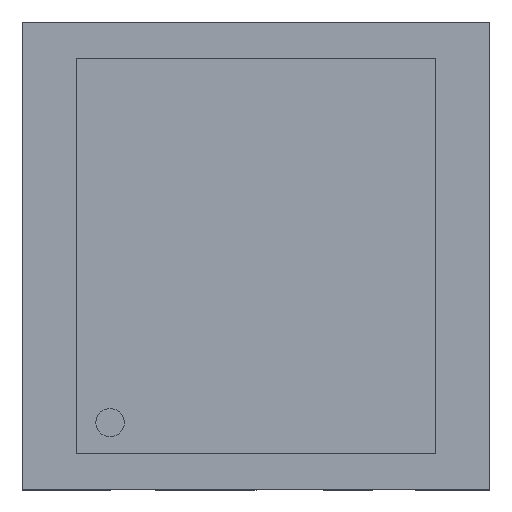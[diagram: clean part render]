
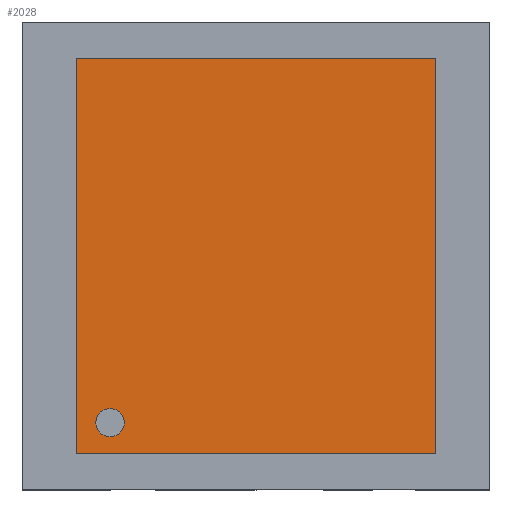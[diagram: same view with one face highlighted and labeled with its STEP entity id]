
A CAD part, top view. The second image highlights one B-rep face of the part: STEP entity #2028.
In plain terms, the highlighted planar face has unit normal (0, 0, 1).
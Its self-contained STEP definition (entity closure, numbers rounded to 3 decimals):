
#14=FACE_BOUND('',#305,.T.);
#95=PLANE('',#2156);
#192=FACE_OUTER_BOUND('',#304,.T.);
#304=EDGE_LOOP('',(#1439,#1440,#1441,#1442));
#305=EDGE_LOOP('',(#1443));
#415=LINE('',#2919,#647);
#418=LINE('',#2925,#650);
#421=LINE('',#2931,#653);
#424=LINE('',#2935,#656);
#647=VECTOR('',#2337,10.);
#650=VECTOR('',#2342,10.);
#653=VECTOR('',#2347,10.);
#656=VECTOR('',#2352,10.);
#876=CIRCLE('',#2149,0.1);
#938=VERTEX_POINT('',#2906);
#942=VERTEX_POINT('',#2916);
#943=VERTEX_POINT('',#2918);
#945=VERTEX_POINT('',#2924);
#947=VERTEX_POINT('',#2930);
#1124=EDGE_CURVE('',#938,#938,#876,.T.);
#1129=EDGE_CURVE('',#943,#942,#415,.T.);
#1132=EDGE_CURVE('',#945,#943,#418,.T.);
#1135=EDGE_CURVE('',#947,#945,#421,.T.);
#1138=EDGE_CURVE('',#942,#947,#424,.T.);
#1439=ORIENTED_EDGE('',*,*,#1138,.T.);
#1440=ORIENTED_EDGE('',*,*,#1135,.T.);
#1441=ORIENTED_EDGE('',*,*,#1132,.T.);
#1442=ORIENTED_EDGE('',*,*,#1129,.T.);
#1443=ORIENTED_EDGE('',*,*,#1124,.T.);
#2028=ADVANCED_FACE('',(#192,#14),#95,.T.);
#2149=AXIS2_PLACEMENT_3D('',#2907,#2326,#2327);
#2156=AXIS2_PLACEMENT_3D('',#2936,#2353,#2354);
#2326=DIRECTION('center_axis',(0.,0.,-1.));
#2327=DIRECTION('ref_axis',(-1.,0.,0.));
#2337=DIRECTION('',(1.,0.,0.));
#2342=DIRECTION('',(0.,-1.,0.));
#2347=DIRECTION('',(-1.,0.,0.));
#2352=DIRECTION('',(0.,1.,0.));
#2353=DIRECTION('center_axis',(0.,0.,1.));
#2354=DIRECTION('ref_axis',(1.,0.,0.));
#2906=CARTESIAN_POINT('',(-0.929,-1.176,0.7));
#2907=CARTESIAN_POINT('Origin',(-1.029,-1.176,0.7));
#2916=CARTESIAN_POINT('',(1.265,-1.395,0.7));
#2918=CARTESIAN_POINT('',(-1.265,-1.395,0.7));
#2919=CARTESIAN_POINT('',(-1.265,-1.395,0.7));
#2924=CARTESIAN_POINT('',(-1.265,1.395,0.7));
#2925=CARTESIAN_POINT('',(-1.265,1.395,0.7));
#2930=CARTESIAN_POINT('',(1.265,1.395,0.7));
#2931=CARTESIAN_POINT('',(1.265,1.395,0.7));
#2935=CARTESIAN_POINT('',(1.265,-1.395,0.7));
#2936=CARTESIAN_POINT('Origin',(0.,0.,0.7));
